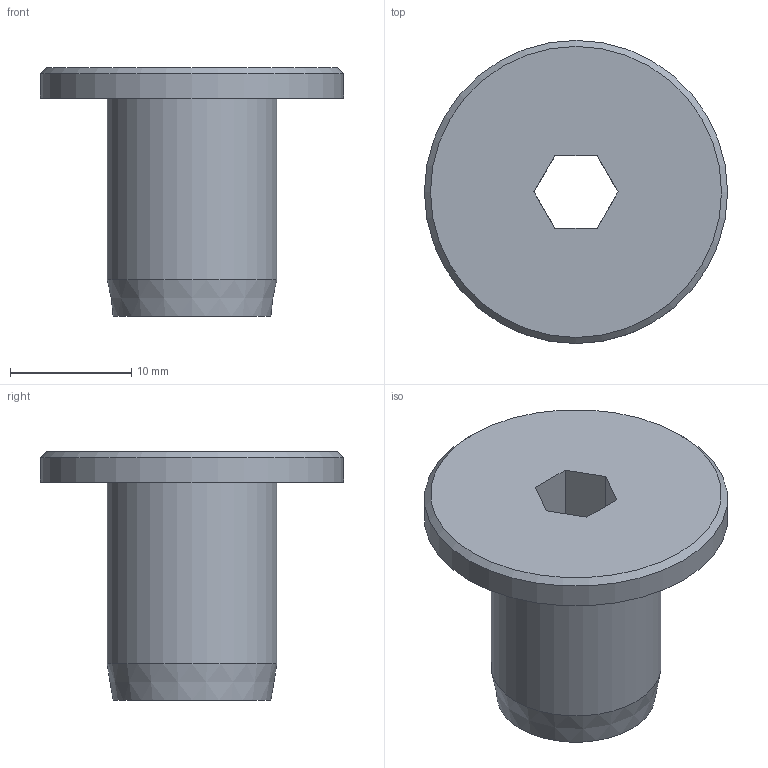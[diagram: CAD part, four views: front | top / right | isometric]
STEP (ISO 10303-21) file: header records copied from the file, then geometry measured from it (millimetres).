
FILE_DESCRIPTION (( 'STEP AP203' ), '1' );
FILE_NAME ('58382-240-4.step', '2024-01-16T15:19:41', ( '' ), ( '' ), 'SwSTEP 2.0', 'SolidWorks 2018', '' );
FILE_SCHEMA (( 'CONFIG_CONTROL_DESIGN' ));
Length unit declared in the file: millimetre
Products named in the file (1): 58382-240-4
Bounding box: 25 x 25 x 20.5 mm (x, y, z)
Volume: 2936.5 mm3; surface area: 2346.9 mm2
Topology: 1 solids, 1 shells, 287 faces, 759 edges, 505 vertices
Faces by surface type: bspline 142, plane 138, cone 4, cylinder 3
Full cylindrical faces by diameter (mm): 8.5 x1, 14 x1, 25 x1
Entity records: 16580 total; most frequent: CARTESIAN_POINT 10401, ORIENTED_EDGE 1500, DIRECTION 761, EDGE_CURVE 750, VERTEX_POINT 503, LINE 451, VECTOR 451, EDGE_LOOP 327
